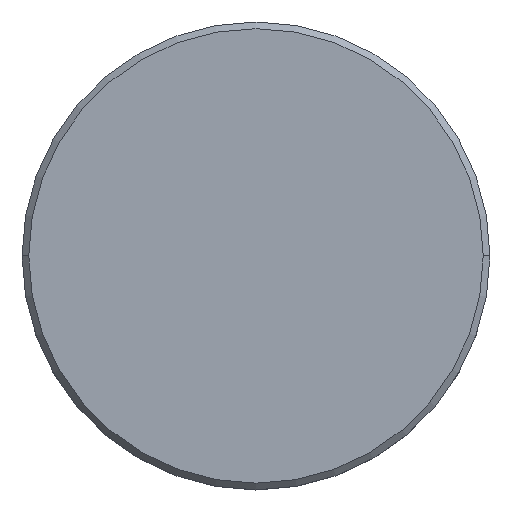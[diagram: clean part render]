
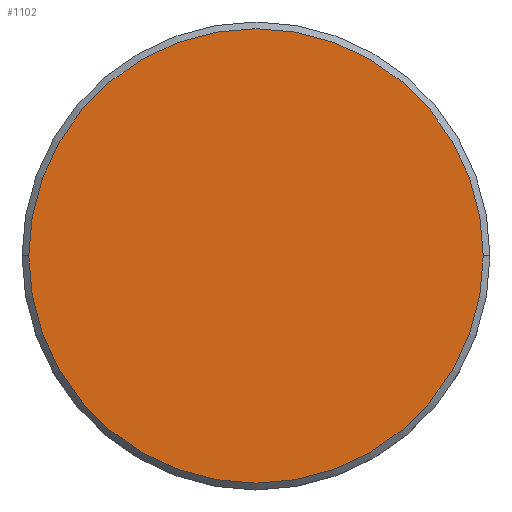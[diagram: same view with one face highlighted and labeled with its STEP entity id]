
A CAD part, top view. The second image highlights one B-rep face of the part: STEP entity #1102.
In plain terms, the highlighted planar face has unit normal (0, 0, 1).
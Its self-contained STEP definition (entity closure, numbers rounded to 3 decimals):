
#12 = DIRECTION ( 'NONE',  ( 1., 0., 0. ) ) ;
#29 = FACE_OUTER_BOUND ( 'NONE', #649, .T. ) ;
#116 = CIRCLE ( 'NONE', #263, 17. ) ;
#170 = CARTESIAN_POINT ( 'NONE',  ( 17., 0., 0. ) ) ;
#178 = AXIS2_PLACEMENT_3D ( 'NONE', #734, #664, #12 ) ;
#206 = PLANE ( 'NONE',  #178 ) ;
#215 = EDGE_CURVE ( 'NONE', #517, #684, #839, .T. ) ;
#263 = AXIS2_PLACEMENT_3D ( 'NONE', #557, #1112, #385 ) ;
#275 = ORIENTED_EDGE ( 'NONE', *, *, #215, .T. ) ;
#385 = DIRECTION ( 'NONE',  ( 1., 0., 0. ) ) ;
#466 = CARTESIAN_POINT ( 'NONE',  ( 0., 0., 0. ) ) ;
#517 = VERTEX_POINT ( 'NONE', #170 ) ;
#557 = CARTESIAN_POINT ( 'NONE',  ( 0., 0., 0. ) ) ;
#572 = EDGE_CURVE ( 'NONE', #684, #517, #116, .T. ) ;
#649 = EDGE_LOOP ( 'NONE', ( #762, #275 ) ) ;
#664 = DIRECTION ( 'NONE',  ( 0., 0., 1. ) ) ;
#684 = VERTEX_POINT ( 'NONE', #786 ) ;
#734 = CARTESIAN_POINT ( 'NONE',  ( 0., 0., 0. ) ) ;
#762 = ORIENTED_EDGE ( 'NONE', *, *, #572, .T. ) ;
#786 = CARTESIAN_POINT ( 'NONE',  ( -17., 0., 0. ) ) ;
#818 = DIRECTION ( 'NONE',  ( 0., 0., 1. ) ) ;
#839 = CIRCLE ( 'NONE', #993, 17. ) ;
#993 = AXIS2_PLACEMENT_3D ( 'NONE', #466, #818, #1108 ) ;
#1102 = ADVANCED_FACE ( 'NONE', ( #29 ), #206, .T. ) ;
#1108 = DIRECTION ( 'NONE',  ( 1., 0., 0. ) ) ;
#1112 = DIRECTION ( 'NONE',  ( 0., 0., 1. ) ) ;
